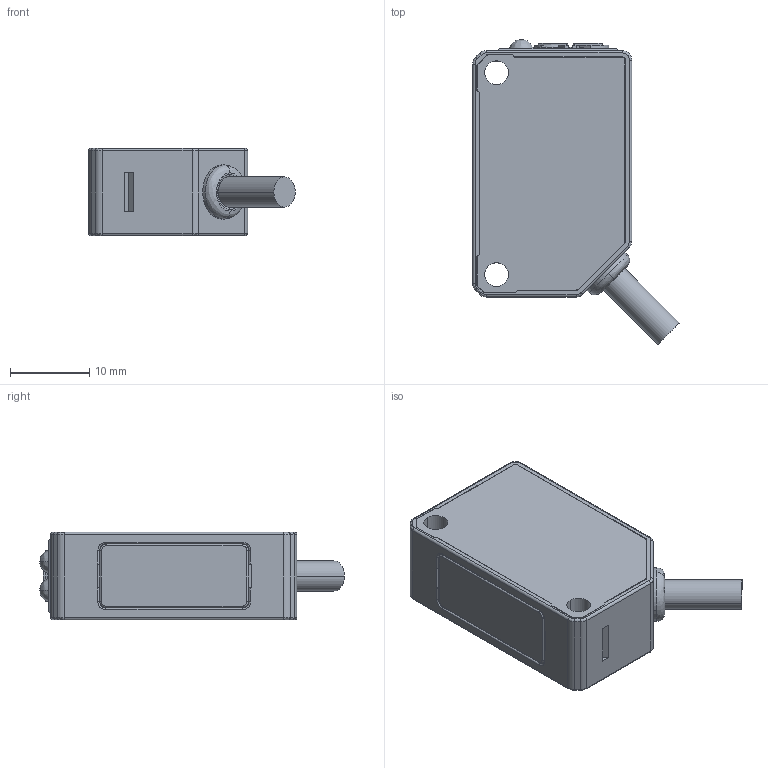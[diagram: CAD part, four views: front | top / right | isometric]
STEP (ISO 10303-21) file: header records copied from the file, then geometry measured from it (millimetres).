
FILE_DESCRIPTION (( 'STEP AP214' ), '1' );
FILE_NAME ('ELC.STEP', '2015-07-31T07:35:29', ( '' ), ( '' ), 'SwSTEP 2.0', 'SolidWorks 2013', '' );
FILE_SCHEMA (( 'AUTOMOTIVE_DESIGN' ));
Length unit declared in the file: millimetre
Products named in the file (1): ELC
Bounding box: 25.98 x 38.38 x 11 mm (x, y, z)
Volume: 6609.7 mm3; surface area: 2876.7 mm2
Topology: 1 solids, 1 shells, 264 faces, 685 edges, 434 vertices
Faces by surface type: plane 141, cylinder 89, bspline 34
Entity records: 8591 total; most frequent: CARTESIAN_POINT 2121, ORIENTED_EDGE 1362, DIRECTION 1307, EDGE_CURVE 681, VECTOR 441, LINE 441, VERTEX_POINT 434, AXIS2_PLACEMENT_3D 433
